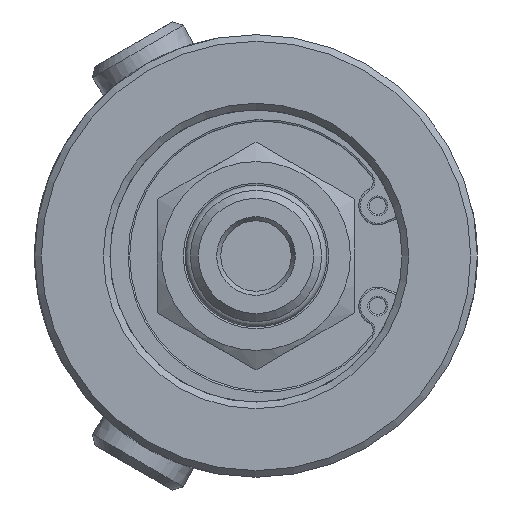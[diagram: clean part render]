
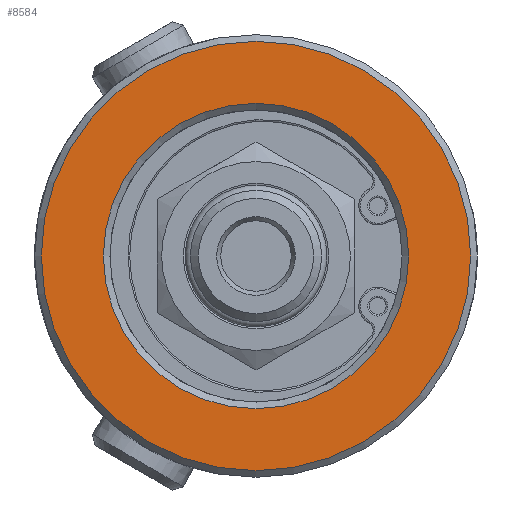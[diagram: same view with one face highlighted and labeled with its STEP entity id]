
A CAD part, left-side view. The second image highlights one B-rep face of the part: STEP entity #8584.
In plain terms, the highlighted planar face has unit normal (-1, 0, 0).
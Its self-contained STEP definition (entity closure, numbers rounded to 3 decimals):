
#1638=FACE_BOUND('',#2566,.T.);
#1755=PLANE('',#9347);
#2030=FACE_OUTER_BOUND('',#2565,.T.);
#2565=EDGE_LOOP('',(#6371,#6372));
#2566=EDGE_LOOP('',(#6373,#6374));
#3204=CIRCLE('',#9345,25.925);
#3205=CIRCLE('',#9346,25.925);
#3206=CIRCLE('',#9348,18.435);
#3207=CIRCLE('',#9349,18.435);
#3714=VERTEX_POINT('',#12925);
#3715=VERTEX_POINT('',#12927);
#3716=VERTEX_POINT('',#12931);
#3717=VERTEX_POINT('',#12932);
#4710=EDGE_CURVE('',#3714,#3715,#3204,.T.);
#4711=EDGE_CURVE('',#3715,#3714,#3205,.T.);
#4712=EDGE_CURVE('',#3716,#3717,#3206,.T.);
#4713=EDGE_CURVE('',#3717,#3716,#3207,.T.);
#6371=ORIENTED_EDGE('',*,*,#4711,.F.);
#6372=ORIENTED_EDGE('',*,*,#4710,.F.);
#6373=ORIENTED_EDGE('',*,*,#4712,.T.);
#6374=ORIENTED_EDGE('',*,*,#4713,.T.);
#8584=ADVANCED_FACE('',(#2030,#1638),#1755,.T.);
#9345=AXIS2_PLACEMENT_3D('',#12928,#10689,#10690);
#9346=AXIS2_PLACEMENT_3D('',#12929,#10691,#10692);
#9347=AXIS2_PLACEMENT_3D('',#12930,#10693,#10694);
#9348=AXIS2_PLACEMENT_3D('',#12933,#10695,#10696);
#9349=AXIS2_PLACEMENT_3D('',#12934,#10697,#10698);
#10689=DIRECTION('center_axis',(1.,0.,0.));
#10690=DIRECTION('ref_axis',(0.,1.,0.));
#10691=DIRECTION('center_axis',(1.,0.,0.));
#10692=DIRECTION('ref_axis',(0.,1.,0.));
#10693=DIRECTION('center_axis',(-1.,0.,0.));
#10694=DIRECTION('ref_axis',(0.,0.,1.));
#10695=DIRECTION('center_axis',(1.,0.,0.));
#10696=DIRECTION('ref_axis',(0.,1.,0.));
#10697=DIRECTION('center_axis',(1.,0.,0.));
#10698=DIRECTION('ref_axis',(0.,1.,0.));
#12925=CARTESIAN_POINT('',(0.,-25.925,0.));
#12927=CARTESIAN_POINT('',(0.,25.925,0.));
#12928=CARTESIAN_POINT('Origin',(0.,0.,0.));
#12929=CARTESIAN_POINT('Origin',(0.,0.,0.));
#12930=CARTESIAN_POINT('Origin',(0.,12.963,0.));
#12931=CARTESIAN_POINT('',(0.,18.435,0.));
#12932=CARTESIAN_POINT('',(0.,-18.435,0.));
#12933=CARTESIAN_POINT('Origin',(0.,0.,0.));
#12934=CARTESIAN_POINT('Origin',(0.,0.,0.));
